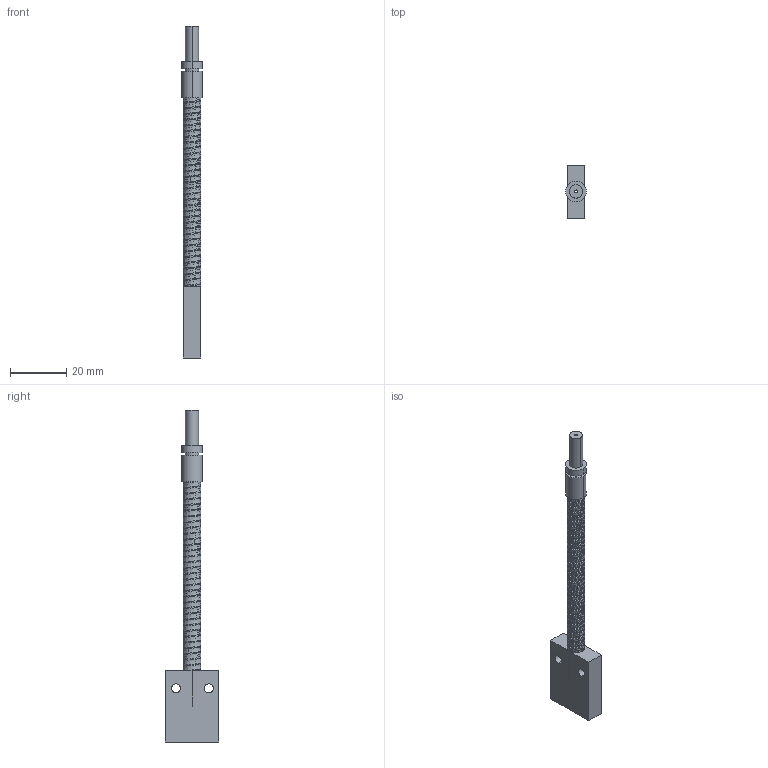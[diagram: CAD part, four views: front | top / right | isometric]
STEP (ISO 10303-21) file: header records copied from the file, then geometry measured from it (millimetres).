
FILE_DESCRIPTION((''),'2;1');
FILE_NAME('161918_ASM','2016-02-09T',('pdmadmin'),(''),'PRO/ENGINEER BY PARAMETRIC TECHNOLOGY CORPORATION, 2013230','PRO/ENGINEER BY PARAMETRIC TECHNOLOGY CORPORATION, 2013230','');
FILE_SCHEMA(('CONFIG_CONTROL_DESIGN'));
Length unit declared in the file: inch
Products named in the file (4): SS_TUBING_25; TERMINUS_-29; GFH-75X1-00X-25; 161918_ASM
Assembly tree (3 placements, depth 2):
  161918_ASM
    SS_TUBING_25
    TERMINUS_-29
    GFH-75X1-00X-25
Bounding box: 7.37 x 19.05 x 117.84 mm (x, y, z)
Volume: 3528.9 mm3; surface area: 8039.5 mm2
Topology: 3 solids, 3 shells, 154 faces, 330 edges, 184 vertices
Faces by surface type: bspline 108, plane 22, cylinder 20, cone 4
Entity records: 29420 total; most frequent: CARTESIAN_POINT 26529, ORIENTED_EDGE 660, DIRECTION 372, EDGE_CURVE 330, VERTEX_POINT 184, VECTOR 178, LINE 178, EDGE_LOOP 164
